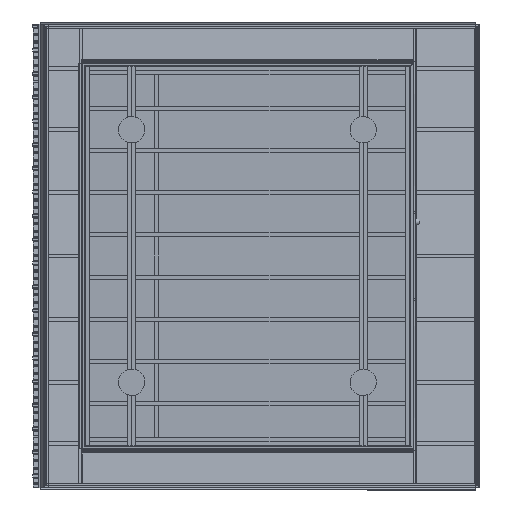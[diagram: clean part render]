
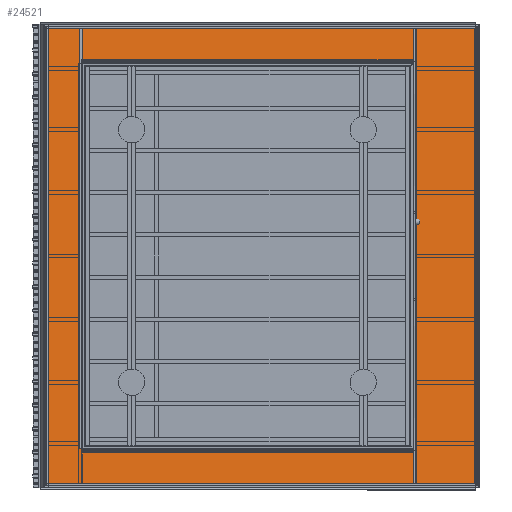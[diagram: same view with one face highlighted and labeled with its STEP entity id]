
A CAD part, front view. The second image highlights one B-rep face of the part: STEP entity #24521.
In plain terms, the highlighted face is planar.
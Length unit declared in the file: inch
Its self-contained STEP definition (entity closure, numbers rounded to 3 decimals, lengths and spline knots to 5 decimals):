
#797=FACE_BOUND('',#4632,.T.);
#3077=FACE_OUTER_BOUND('',#4631,.T.);
#4631=EDGE_LOOP('',(#21607,#21608,#21609,#21610));
#4632=EDGE_LOOP('',(#21611,#21612,#21613,#21614));
#7348=LINE('',#40450,#10144);
#7349=LINE('',#40454,#10145);
#7353=LINE('',#40462,#10149);
#7361=LINE('',#40477,#10157);
#7363=LINE('',#40481,#10159);
#7365=LINE('',#40484,#10161);
#7366=LINE('',#40487,#10162);
#7368=LINE('',#40490,#10164);
#10144=VECTOR('',#33578,148.);
#10145=VECTOR('',#33581,174.5);
#10149=VECTOR('',#33587,169.54);
#10157=VECTOR('',#33599,131.47214);
#10159=VECTOR('',#33603,148.);
#10161=VECTOR('',#33607,131.47214);
#10162=VECTOR('',#33610,169.54);
#10164=VECTOR('',#33614,174.5);
#12082=VERTEX_POINT('',#40443);
#12085=VERTEX_POINT('',#40448);
#12086=VERTEX_POINT('',#40452);
#12087=VERTEX_POINT('',#40453);
#12090=VERTEX_POINT('',#40461);
#12095=VERTEX_POINT('',#40476);
#12096=VERTEX_POINT('',#40480);
#12097=VERTEX_POINT('',#40486);
#15261=EDGE_CURVE('',#12085,#12082,#7348,.T.);
#15262=EDGE_CURVE('',#12086,#12087,#7349,.T.);
#15266=EDGE_CURVE('',#12090,#12086,#7353,.T.);
#15274=EDGE_CURVE('',#12082,#12095,#7361,.T.);
#15276=EDGE_CURVE('',#12095,#12096,#7363,.T.);
#15278=EDGE_CURVE('',#12096,#12085,#7365,.T.);
#15279=EDGE_CURVE('',#12087,#12097,#7366,.T.);
#15281=EDGE_CURVE('',#12097,#12090,#7368,.T.);
#21607=ORIENTED_EDGE('',*,*,#15266,.F.);
#21608=ORIENTED_EDGE('',*,*,#15281,.F.);
#21609=ORIENTED_EDGE('',*,*,#15279,.F.);
#21610=ORIENTED_EDGE('',*,*,#15262,.F.);
#21611=ORIENTED_EDGE('',*,*,#15274,.F.);
#21612=ORIENTED_EDGE('',*,*,#15261,.F.);
#21613=ORIENTED_EDGE('',*,*,#15278,.F.);
#21614=ORIENTED_EDGE('',*,*,#15276,.F.);
#23055=PLANE('',#26751);
#24521=ADVANCED_FACE('',(#3077,#797),#23055,.F.);
#26751=AXIS2_PLACEMENT_3D('',#40491,#33615,#33616);
#33578=DIRECTION('',(0.,-1.,0.));
#33581=DIRECTION('',(0.,1.,0.));
#33587=DIRECTION('',(1.,0.,0.));
#33599=DIRECTION('',(-1.,0.,0.));
#33603=DIRECTION('',(0.,1.,0.));
#33607=DIRECTION('',(1.,0.,0.));
#33610=DIRECTION('',(-1.,0.,0.));
#33614=DIRECTION('',(0.,-1.,0.));
#33615=DIRECTION('center_axis',(0.,0.,1.));
#33616=DIRECTION('ref_axis',(1.,0.,0.));
#40443=CARTESIAN_POINT('',(131.57687,-147.25,0.));
#40448=CARTESIAN_POINT('',(131.57687,0.75,0.));
#40450=CARTESIAN_POINT('',(131.57687,14.,0.));
#40452=CARTESIAN_POINT('',(155.69255,-160.5,0.));
#40453=CARTESIAN_POINT('',(155.69255,14.,0.));
#40454=CARTESIAN_POINT('',(155.69255,-160.5,0.));
#40461=CARTESIAN_POINT('',(-13.84745,-160.5,0.));
#40462=CARTESIAN_POINT('',(-13.84745,-160.5,0.));
#40476=CARTESIAN_POINT('',(0.10473,-147.25,0.));
#40477=CARTESIAN_POINT('',(131.57687,-147.25,0.));
#40480=CARTESIAN_POINT('',(0.10473,0.75,0.));
#40481=CARTESIAN_POINT('',(0.10473,-160.5,0.));
#40484=CARTESIAN_POINT('',(0.10473,0.75,0.));
#40486=CARTESIAN_POINT('',(-13.84745,14.,0.));
#40487=CARTESIAN_POINT('',(155.69255,14.,0.));
#40490=CARTESIAN_POINT('',(-13.84745,14.,0.));
#40491=CARTESIAN_POINT('Origin',(-6.87136,-73.25,0.));
